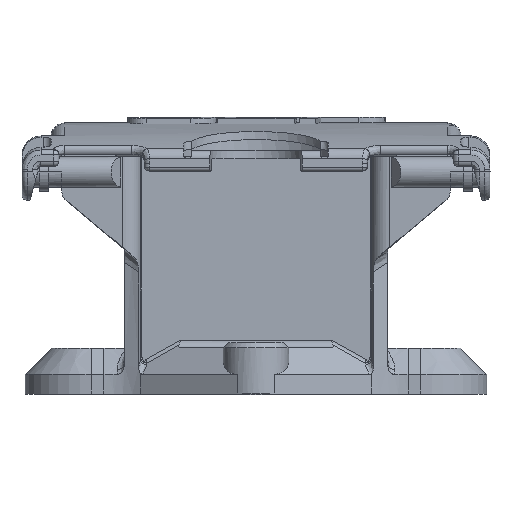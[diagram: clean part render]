
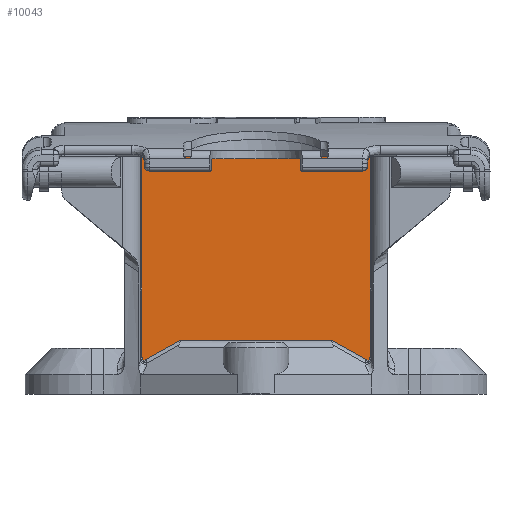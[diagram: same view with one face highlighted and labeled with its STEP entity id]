
A CAD part, top view. The second image highlights one B-rep face of the part: STEP entity #10043.
In plain terms, the highlighted planar face has unit normal (0, 0, 1).
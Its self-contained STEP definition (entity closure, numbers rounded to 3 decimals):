
#848=DIRECTION('',(0.872,-0.489,0.));
#849=VECTOR('',#848,7.74);
#850=CARTESIAN_POINT('',(14.548,10.414,22.225));
#851=LINE('',#850,#849);
#852=DIRECTION('',(0.872,0.489,0.));
#853=VECTOR('',#852,7.734);
#854=CARTESIAN_POINT('',(-21.295,6.632,22.225));
#855=LINE('',#854,#853);
#856=CARTESIAN_POINT('',(-21.677,6.421,22.225));
#857=CARTESIAN_POINT('',(-21.635,6.444,22.225));
#858=CARTESIAN_POINT('',(-21.55,6.49,22.225));
#859=CARTESIAN_POINT('',(-21.422,6.561,22.225));
#860=CARTESIAN_POINT('',(-21.337,6.608,22.225));
#861=CARTESIAN_POINT('',(-21.295,6.632,22.225));
#863=CARTESIAN_POINT('',(-21.971,7.14,22.225));
#864=CARTESIAN_POINT('',(-21.971,7.072,22.225));
#865=CARTESIAN_POINT('',(-21.959,6.943,22.225));
#866=CARTESIAN_POINT('',(-21.914,6.768,22.225));
#867=CARTESIAN_POINT('',(-21.848,6.623,22.225));
#868=CARTESIAN_POINT('',(-21.768,6.506,22.225));
#869=CARTESIAN_POINT('',(-21.708,6.446,22.225));
#870=CARTESIAN_POINT('',(-21.677,6.421,22.225));
#872=DIRECTION('',(0.,1.,0.));
#873=VECTOR('',#872,38.58);
#874=CARTESIAN_POINT('',(-21.971,7.14,22.225));
#875=LINE('',#874,#873);
#876=DIRECTION('',(0.,-1.,0.));
#877=VECTOR('',#876,38.58);
#878=CARTESIAN_POINT('',(21.971,45.72,22.225));
#879=LINE('',#878,#877);
#880=CARTESIAN_POINT('',(21.678,6.421,22.225));
#881=CARTESIAN_POINT('',(21.709,6.447,22.225));
#882=CARTESIAN_POINT('',(21.769,6.507,22.225));
#883=CARTESIAN_POINT('',(21.849,6.624,22.225));
#884=CARTESIAN_POINT('',(21.914,6.77,22.225));
#885=CARTESIAN_POINT('',(21.959,6.944,22.225));
#886=CARTESIAN_POINT('',(21.971,7.072,22.225));
#887=CARTESIAN_POINT('',(21.971,7.14,22.225));
#889=CARTESIAN_POINT('',(21.299,6.629,22.225));
#890=CARTESIAN_POINT('',(21.341,6.606,22.225));
#891=CARTESIAN_POINT('',(21.425,6.559,22.225));
#892=CARTESIAN_POINT('',(21.551,6.49,22.225));
#893=CARTESIAN_POINT('',(21.635,6.444,22.225));
#894=CARTESIAN_POINT('',(21.678,6.421,22.225));
#903=DIRECTION('',(1.,0.,0.));
#904=VECTOR('',#903,29.096);
#905=CARTESIAN_POINT('',(-14.548,10.414,22.225));
#906=LINE('',#905,#904);
#2226=DIRECTION('',(1.,0.,0.));
#2227=VECTOR('',#2226,43.942);
#2228=CARTESIAN_POINT('',(-21.971,45.72,22.225));
#2229=LINE('',#2228,#2227);
#8638=CARTESIAN_POINT('',(-21.971,45.72,22.225));
#8639=CARTESIAN_POINT('',(21.971,45.72,22.225));
#8640=VERTEX_POINT('',#8638);
#8641=VERTEX_POINT('',#8639);
#8891=CARTESIAN_POINT('',(14.548,10.414,22.225));
#8892=CARTESIAN_POINT('',(21.299,6.629,22.225));
#8893=VERTEX_POINT('',#8891);
#8894=VERTEX_POINT('',#8892);
#8899=VERTEX_POINT('',#894);
#8900=VERTEX_POINT('',#887);
#8916=CARTESIAN_POINT('',(-21.295,6.632,22.225));
#8917=CARTESIAN_POINT('',(-14.548,10.414,22.225));
#8918=VERTEX_POINT('',#8916);
#8919=VERTEX_POINT('',#8917);
#8920=VERTEX_POINT('',#856);
#8921=CARTESIAN_POINT('',(-21.971,7.14,22.225));
#8922=VERTEX_POINT('',#8921);
#10017=CARTESIAN_POINT('',(-44.45,0.,22.225));
#10018=DIRECTION('',(0.,0.,1.));
#10019=DIRECTION('',(1.,0.,0.));
#10020=AXIS2_PLACEMENT_3D('',#10017,#10018,#10019);
#10021=PLANE('',#10020);
#10022=ORIENTED_EDGE('',*,*,#10007,.F.);
#10024=ORIENTED_EDGE('',*,*,#10023,.F.);
#10026=ORIENTED_EDGE('',*,*,#10025,.F.);
#10028=ORIENTED_EDGE('',*,*,#10027,.F.);
#10030=ORIENTED_EDGE('',*,*,#10029,.F.);
#10032=ORIENTED_EDGE('',*,*,#10031,.T.);
#10034=ORIENTED_EDGE('',*,*,#10033,.T.);
#10036=ORIENTED_EDGE('',*,*,#10035,.T.);
#10038=ORIENTED_EDGE('',*,*,#10037,.F.);
#10040=ORIENTED_EDGE('',*,*,#10039,.F.);
#10041=EDGE_LOOP('',(#10022,#10024,#10026,#10028,#10030,#10032,#10034,#10036,
#10038,#10040));
#10042=FACE_OUTER_BOUND('',#10041,.F.);
#10043=ADVANCED_FACE('',(#10042),#10021,.T.);
#862=B_SPLINE_CURVE_WITH_KNOTS('',3,(#856,#857,#858,#859,#860,#861),
.UNSPECIFIED.,.F.,.F.,(4,1,1,4),(0.,0.333,0.667,1.),
.UNSPECIFIED.);
#871=B_SPLINE_CURVE_WITH_KNOTS('',3,(#863,#864,#865,#866,#867,#868,#869,#870),
.UNSPECIFIED.,.F.,.F.,(4,1,1,1,1,4),(0.,0.2,0.4,0.6,0.8,1.),
.UNSPECIFIED.);
#888=B_SPLINE_CURVE_WITH_KNOTS('',3,(#880,#881,#882,#883,#884,#885,#886,#887),
.UNSPECIFIED.,.F.,.F.,(4,1,1,1,1,4),(0.,0.2,0.4,0.6,0.8,1.),
.UNSPECIFIED.);
#895=B_SPLINE_CURVE_WITH_KNOTS('',3,(#889,#890,#891,#892,#893,#894),
.UNSPECIFIED.,.F.,.F.,(4,1,1,4),(0.,0.333,0.667,1.),
.UNSPECIFIED.);
#10007=EDGE_CURVE('',#8893,#8894,#851,.T.);
#10023=EDGE_CURVE('',#8919,#8893,#906,.T.);
#10025=EDGE_CURVE('',#8918,#8919,#855,.T.);
#10027=EDGE_CURVE('',#8920,#8918,#862,.T.);
#10029=EDGE_CURVE('',#8922,#8920,#871,.T.);
#10031=EDGE_CURVE('',#8922,#8640,#875,.T.);
#10033=EDGE_CURVE('',#8640,#8641,#2229,.T.);
#10035=EDGE_CURVE('',#8641,#8900,#879,.T.);
#10037=EDGE_CURVE('',#8899,#8900,#888,.T.);
#10039=EDGE_CURVE('',#8894,#8899,#895,.T.);
